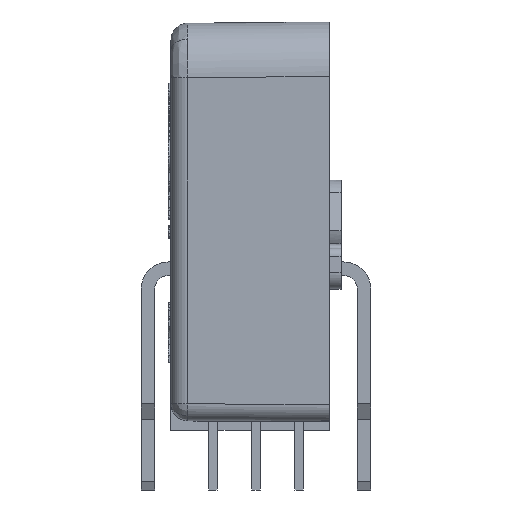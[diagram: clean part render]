
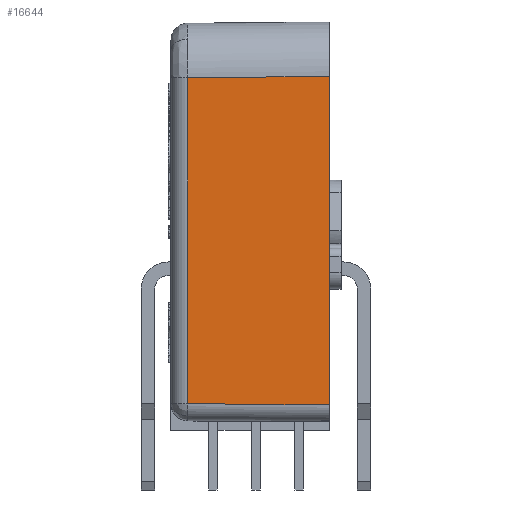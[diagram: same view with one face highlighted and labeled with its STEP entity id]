
A CAD part, left-side view. The second image highlights one B-rep face of the part: STEP entity #16644.
In plain terms, the highlighted planar face has unit normal (-1, 0.009, 0).
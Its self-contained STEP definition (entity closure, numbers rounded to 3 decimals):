
#16468 = EDGE_CURVE('',#16469,#16471,#16473,.T.);
#16469 = VERTEX_POINT('',#16470);
#16470 = CARTESIAN_POINT('',(-8.,-4.25,1.6));
#16471 = VERTEX_POINT('',#16472);
#16472 = CARTESIAN_POINT('',(-7.927,4.069,
    1.673));
#16473 = LINE('',#16474,#16475);
#16474 = CARTESIAN_POINT('',(-7.919,5.059,
    1.681));
#16475 = VECTOR('',#16476,1.);
#16476 = DIRECTION('',(0.009,1.,
    0.009));
#16644 = ADVANCED_FACE('',(#16645),#16670,.T.);
#16645 = FACE_BOUND('',#16646,.T.);
#16646 = EDGE_LOOP('',(#16647,#16648,#16656,#16664));
#16647 = ORIENTED_EDGE('',*,*,#16468,.F.);
#16648 = ORIENTED_EDGE('',*,*,#16649,.T.);
#16649 = EDGE_CURVE('',#16469,#16650,#16652,.T.);
#16650 = VERTEX_POINT('',#16651);
#16651 = CARTESIAN_POINT('',(-8.,-4.25,20.9));
#16652 = LINE('',#16653,#16654);
#16653 = CARTESIAN_POINT('',(-8.,-4.25,0.1));
#16654 = VECTOR('',#16655,1.);
#16655 = DIRECTION('',(0.,0.,1.));
#16656 = ORIENTED_EDGE('',*,*,#16657,.T.);
#16657 = EDGE_CURVE('',#16650,#16658,#16660,.T.);
#16658 = VERTEX_POINT('',#16659);
#16659 = CARTESIAN_POINT('',(-7.927,4.069,
    20.828));
#16660 = LINE('',#16661,#16662);
#16661 = CARTESIAN_POINT('',(-8.,-4.25,20.9));
#16662 = VECTOR('',#16663,1.);
#16663 = DIRECTION('',(0.009,1.,
    -0.009));
#16664 = ORIENTED_EDGE('',*,*,#16665,.T.);
#16665 = EDGE_CURVE('',#16658,#16471,#16666,.T.);
#16666 = LINE('',#16667,#16668);
#16667 = CARTESIAN_POINT('',(-7.927,4.069,
    0.1));
#16668 = VECTOR('',#16669,1.);
#16669 = DIRECTION('',(0.,0.,-1.));
#16670 = PLANE('',#16671);
#16671 = AXIS2_PLACEMENT_3D('',#16672,#16673,#16674);
#16672 = CARTESIAN_POINT('',(-7.919,5.05,
    0.1));
#16673 = DIRECTION('',(-1.,0.009,
    0.));
#16674 = DIRECTION('',(-0.009,-1.,
    0.));
